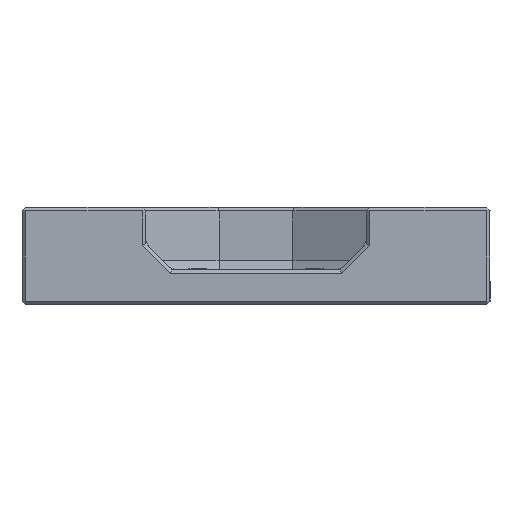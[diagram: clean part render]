
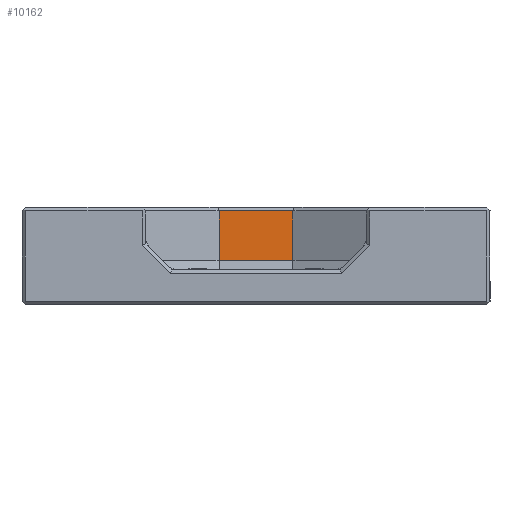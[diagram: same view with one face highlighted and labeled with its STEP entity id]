
A CAD part, front view. The second image highlights one B-rep face of the part: STEP entity #10162.
In plain terms, the highlighted planar face has unit normal (0, -1, 0).
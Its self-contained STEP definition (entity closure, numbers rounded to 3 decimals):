
#545 = PLANE('',#546);
#546 = AXIS2_PLACEMENT_3D('',#547,#548,#549);
#547 = CARTESIAN_POINT('',(-2.134,-11.8,11.5));
#548 = DIRECTION('',(0.,-0.707,0.707)
  );
#549 = DIRECTION('',(1.,0.,0.));
#3832 = VERTEX_POINT('',#3833);
#3833 = CARTESIAN_POINT('',(-4.268,-12.,11.3));
#3847 = PLANE('',#3848);
#3848 = AXIS2_PLACEMENT_3D('',#3849,#3850,#3851);
#3849 = CARTESIAN_POINT('',(-14.7,-18.023,5.6));
#3850 = DIRECTION('',(0.5,-0.866,0.));
#3851 = DIRECTION('',(0.866,0.5,0.));
#3939 = EDGE_CURVE('',#3832,#3940,#3942,.T.);
#3940 = VERTEX_POINT('',#3941);
#3941 = CARTESIAN_POINT('',(4.268,-12.,11.3));
#3942 = SURFACE_CURVE('',#3943,(#3947,#3954),.PCURVE_S1.);
#3943 = LINE('',#3944,#3945);
#3944 = CARTESIAN_POINT('',(-2.134,-12.,11.3));
#3945 = VECTOR('',#3946,1.);
#3946 = DIRECTION('',(1.,0.,0.));
#3947 = PCURVE('',#545,#3948);
#3948 = DEFINITIONAL_REPRESENTATION('',(#3949),#3953);
#3949 = LINE('',#3950,#3951);
#3950 = CARTESIAN_POINT('',(0.,-0.283));
#3951 = VECTOR('',#3952,1.);
#3952 = DIRECTION('',(1.,0.));
#3953 = ( GEOMETRIC_REPRESENTATION_CONTEXT(2) 
PARAMETRIC_REPRESENTATION_CONTEXT() REPRESENTATION_CONTEXT('2D SPACE',''
  ) );
#3954 = PCURVE('',#3955,#3960);
#3955 = PLANE('',#3956);
#3956 = AXIS2_PLACEMENT_3D('',#3957,#3958,#3959);
#3957 = CARTESIAN_POINT('',(-4.268,-12.,5.6));
#3958 = DIRECTION('',(0.,-1.,0.));
#3959 = DIRECTION('',(1.,0.,0.));
#3960 = DEFINITIONAL_REPRESENTATION('',(#3961),#3965);
#3961 = LINE('',#3962,#3963);
#3962 = CARTESIAN_POINT('',(2.134,5.7));
#3963 = VECTOR('',#3964,1.);
#3964 = DIRECTION('',(1.,0.));
#3965 = ( GEOMETRIC_REPRESENTATION_CONTEXT(2) 
PARAMETRIC_REPRESENTATION_CONTEXT() REPRESENTATION_CONTEXT('2D SPACE',''
  ) );
#4063 = PLANE('',#4064);
#4064 = AXIS2_PLACEMENT_3D('',#4065,#4066,#4067);
#4065 = CARTESIAN_POINT('',(4.268,-12.,5.6));
#4066 = DIRECTION('',(-0.5,-0.866,0.));
#4067 = DIRECTION('',(0.866,-0.5,0.));
#10066 = VERTEX_POINT('',#10067);
#10067 = CARTESIAN_POINT('',(-4.268,-12.,5.6));
#10088 = EDGE_CURVE('',#10066,#3832,#10089,.T.);
#10089 = SURFACE_CURVE('',#10090,(#10094,#10101),.PCURVE_S1.);
#10090 = LINE('',#10091,#10092);
#10091 = CARTESIAN_POINT('',(-4.268,-12.,5.6));
#10092 = VECTOR('',#10093,1.);
#10093 = DIRECTION('',(0.,0.,1.));
#10094 = PCURVE('',#3847,#10095);
#10095 = DEFINITIONAL_REPRESENTATION('',(#10096),#10100);
#10096 = LINE('',#10097,#10098);
#10097 = CARTESIAN_POINT('',(12.046,0.));
#10098 = VECTOR('',#10099,1.);
#10099 = DIRECTION('',(0.,1.));
#10100 = ( GEOMETRIC_REPRESENTATION_CONTEXT(2) 
PARAMETRIC_REPRESENTATION_CONTEXT() REPRESENTATION_CONTEXT('2D SPACE',''
  ) );
#10101 = PCURVE('',#3955,#10102);
#10102 = DEFINITIONAL_REPRESENTATION('',(#10103),#10107);
#10103 = LINE('',#10104,#10105);
#10104 = CARTESIAN_POINT('',(0.,0.));
#10105 = VECTOR('',#10106,1.);
#10106 = DIRECTION('',(0.,1.));
#10107 = ( GEOMETRIC_REPRESENTATION_CONTEXT(2) 
PARAMETRIC_REPRESENTATION_CONTEXT() REPRESENTATION_CONTEXT('2D SPACE',''
  ) );
#10162 = ADVANCED_FACE('',(#10163),#3955,.T.);
#10163 = FACE_BOUND('',#10164,.T.);
#10164 = EDGE_LOOP('',(#10165,#10166,#10167,#10195));
#10165 = ORIENTED_EDGE('',*,*,#3939,.F.);
#10166 = ORIENTED_EDGE('',*,*,#10088,.F.);
#10167 = ORIENTED_EDGE('',*,*,#10168,.T.);
#10168 = EDGE_CURVE('',#10066,#10169,#10171,.T.);
#10169 = VERTEX_POINT('',#10170);
#10170 = CARTESIAN_POINT('',(4.268,-12.,5.6));
#10171 = SURFACE_CURVE('',#10172,(#10176,#10183),.PCURVE_S1.);
#10172 = LINE('',#10173,#10174);
#10173 = CARTESIAN_POINT('',(1.732,-12.,5.6));
#10174 = VECTOR('',#10175,1.);
#10175 = DIRECTION('',(1.,0.,0.));
#10176 = PCURVE('',#3955,#10177);
#10177 = DEFINITIONAL_REPRESENTATION('',(#10178),#10182);
#10178 = LINE('',#10179,#10180);
#10179 = CARTESIAN_POINT('',(6.,0.));
#10180 = VECTOR('',#10181,1.);
#10181 = DIRECTION('',(1.,0.));
#10182 = ( GEOMETRIC_REPRESENTATION_CONTEXT(2) 
PARAMETRIC_REPRESENTATION_CONTEXT() REPRESENTATION_CONTEXT('2D SPACE',''
  ) );
#10183 = PCURVE('',#10184,#10189);
#10184 = PLANE('',#10185);
#10185 = AXIS2_PLACEMENT_3D('',#10186,#10187,#10188);
#10186 = CARTESIAN_POINT('',(3.464,-15.,-5.));
#10187 = DIRECTION('',(0.,0.962,-0.272
    ));
#10188 = DIRECTION('',(0.,0.272,0.962));
#10189 = DEFINITIONAL_REPRESENTATION('',(#10190),#10194);
#10190 = LINE('',#10191,#10192);
#10191 = CARTESIAN_POINT('',(11.016,-1.732));
#10192 = VECTOR('',#10193,1.);
#10193 = DIRECTION('',(0.,1.));
#10194 = ( GEOMETRIC_REPRESENTATION_CONTEXT(2) 
PARAMETRIC_REPRESENTATION_CONTEXT() REPRESENTATION_CONTEXT('2D SPACE',''
  ) );
#10195 = ORIENTED_EDGE('',*,*,#10196,.T.);
#10196 = EDGE_CURVE('',#10169,#3940,#10197,.T.);
#10197 = SURFACE_CURVE('',#10198,(#10202,#10209),.PCURVE_S1.);
#10198 = LINE('',#10199,#10200);
#10199 = CARTESIAN_POINT('',(4.268,-12.,5.6));
#10200 = VECTOR('',#10201,1.);
#10201 = DIRECTION('',(0.,0.,1.));
#10202 = PCURVE('',#3955,#10203);
#10203 = DEFINITIONAL_REPRESENTATION('',(#10204),#10208);
#10204 = LINE('',#10205,#10206);
#10205 = CARTESIAN_POINT('',(8.536,0.));
#10206 = VECTOR('',#10207,1.);
#10207 = DIRECTION('',(0.,1.));
#10208 = ( GEOMETRIC_REPRESENTATION_CONTEXT(2) 
PARAMETRIC_REPRESENTATION_CONTEXT() REPRESENTATION_CONTEXT('2D SPACE',''
  ) );
#10209 = PCURVE('',#4063,#10210);
#10210 = DEFINITIONAL_REPRESENTATION('',(#10211),#10215);
#10211 = LINE('',#10212,#10213);
#10212 = CARTESIAN_POINT('',(0.,0.));
#10213 = VECTOR('',#10214,1.);
#10214 = DIRECTION('',(0.,1.));
#10215 = ( GEOMETRIC_REPRESENTATION_CONTEXT(2) 
PARAMETRIC_REPRESENTATION_CONTEXT() REPRESENTATION_CONTEXT('2D SPACE',''
  ) );
